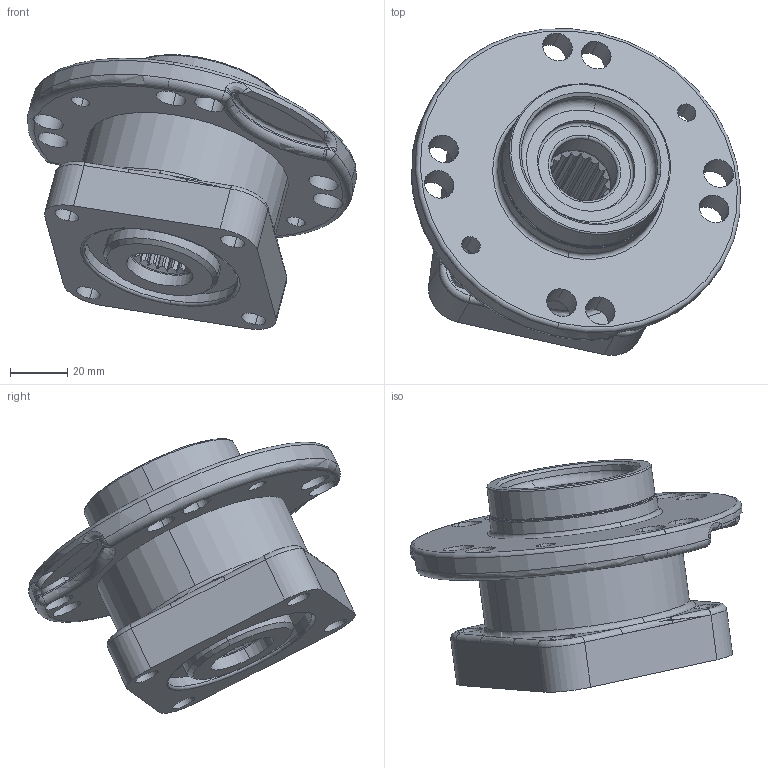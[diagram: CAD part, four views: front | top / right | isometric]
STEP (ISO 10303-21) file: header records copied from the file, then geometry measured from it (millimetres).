
FILE_DESCRIPTION(('Open CASCADE Model'),'2;1');
FILE_NAME('Open CASCADE Shape Model','2017-03-17T23:05:09',('Author'),( 'Open CASCADE'),'Open CASCADE STEP processor 6.8','Open CASCADE 6.8' ,'Unknown');
FILE_SCHEMA(('AUTOMOTIVE_DESIGN_CC2 { 1 2 10303 214 -1 1 5 4 }'));
Products named in the file (1): Open CASCADE STEP translator 6.8 178
Bounding box: 115.07 x 114.21 x 96.05 mm (x, y, z)
Surface area: 49859.2 mm2 (no closed solid volume)
Topology: 0 solids, 1 shells, 242 faces, 697 edges, 448 vertices
Faces by surface type: cylinder 150, torus 37, plane 20, bspline 19, cone 10, sphere 6
Entity records: 45007 total; most frequent: CARTESIAN_POINT 33976, B_SPLINE_CURVE_WITH_KNOTS 1412, ORIENTED_EDGE 1351, PCURVE 1351, DEFINITIONAL_REPRESENTATION 1351, DIRECTION 1324, EDGE_CURVE 692, SURFACE_CURVE 692
